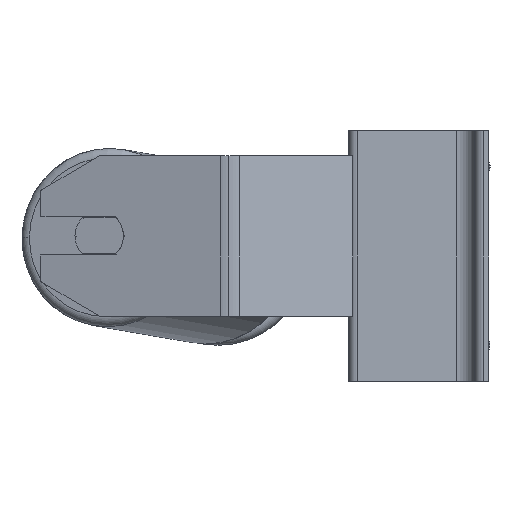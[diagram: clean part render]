
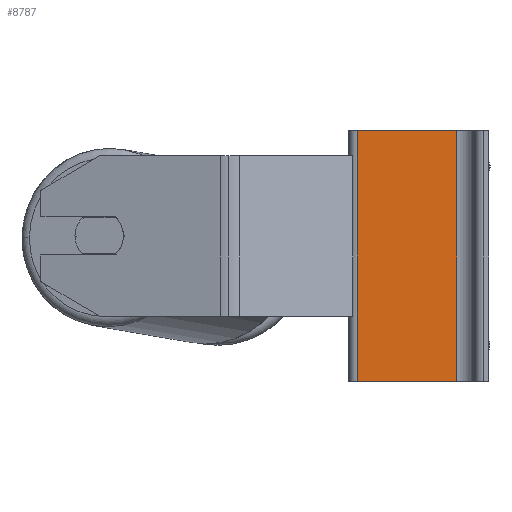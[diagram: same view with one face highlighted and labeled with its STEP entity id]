
A CAD part, left-side view. The second image highlights one B-rep face of the part: STEP entity #8787.
In plain terms, the highlighted planar face has unit normal (-1, 0, 0).
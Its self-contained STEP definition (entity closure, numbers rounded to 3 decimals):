
#192 = LINE ( 'NONE', #1045, #1311 ) ;
#603 = VERTEX_POINT ( 'NONE', #5008 ) ;
#1045 = CARTESIAN_POINT ( 'NONE',  ( -337., 13.5, 62.5 ) ) ;
#1078 = EDGE_CURVE ( 'NONE', #2022, #3176, #192, .T. ) ;
#1175 = EDGE_LOOP ( 'NONE', ( #8668, #9289, #1372, #1469 ) ) ;
#1232 = VERTEX_POINT ( 'NONE', #1417 ) ;
#1311 = VECTOR ( 'NONE', #6642, 1000. ) ;
#1372 = ORIENTED_EDGE ( 'NONE', *, *, #10270, .F. ) ;
#1417 = CARTESIAN_POINT ( 'NONE',  ( -337., -36., 62.5 ) ) ;
#1469 = ORIENTED_EDGE ( 'NONE', *, *, #1078, .T. ) ;
#1554 = CARTESIAN_POINT ( 'NONE',  ( -337., 13.5, -62.5 ) ) ;
#1559 = PLANE ( 'NONE',  #2822 ) ;
#1814 = CARTESIAN_POINT ( 'NONE',  ( -337., -36., 62.5 ) ) ;
#2022 = VERTEX_POINT ( 'NONE', #3121 ) ;
#2822 = AXIS2_PLACEMENT_3D ( 'NONE', #8013, #6444, #10606 ) ;
#3121 = CARTESIAN_POINT ( 'NONE',  ( -337., 13.5, 62.5 ) ) ;
#3176 = VERTEX_POINT ( 'NONE', #3982 ) ;
#3840 = VECTOR ( 'NONE', #9784, 1000. ) ;
#3918 = FACE_OUTER_BOUND ( 'NONE', #1175, .T. ) ;
#3982 = CARTESIAN_POINT ( 'NONE',  ( -337., 13.5, -62.5 ) ) ;
#4356 = DIRECTION ( 'NONE',  ( 0., -1., 0. ) ) ;
#4563 = VECTOR ( 'NONE', #4356, 1000. ) ;
#5008 = CARTESIAN_POINT ( 'NONE',  ( -337., -36., -62.5 ) ) ;
#5095 = DIRECTION ( 'NONE',  ( 0., 0., -1. ) ) ;
#5214 = LINE ( 'NONE', #9209, #4563 ) ;
#5989 = EDGE_CURVE ( 'NONE', #1232, #603, #9080, .T. ) ;
#6444 = DIRECTION ( 'NONE',  ( 1., 0., 0. ) ) ;
#6642 = DIRECTION ( 'NONE',  ( 0., 0., -1. ) ) ;
#6964 = EDGE_CURVE ( 'NONE', #3176, #603, #8114, .T. ) ;
#8013 = CARTESIAN_POINT ( 'NONE',  ( -337., 13.5, 62.5 ) ) ;
#8114 = LINE ( 'NONE', #1554, #3840 ) ;
#8668 = ORIENTED_EDGE ( 'NONE', *, *, #6964, .T. ) ;
#8787 = ADVANCED_FACE ( 'NONE', ( #3918 ), #1559, .F. ) ;
#9080 = LINE ( 'NONE', #1814, #9201 ) ;
#9201 = VECTOR ( 'NONE', #5095, 1000. ) ;
#9209 = CARTESIAN_POINT ( 'NONE',  ( -337., 13.5, 62.5 ) ) ;
#9289 = ORIENTED_EDGE ( 'NONE', *, *, #5989, .F. ) ;
#9784 = DIRECTION ( 'NONE',  ( 0., -1., 0. ) ) ;
#10270 = EDGE_CURVE ( 'NONE', #2022, #1232, #5214, .T. ) ;
#10606 = DIRECTION ( 'NONE',  ( 0., 1., 0. ) ) ;
